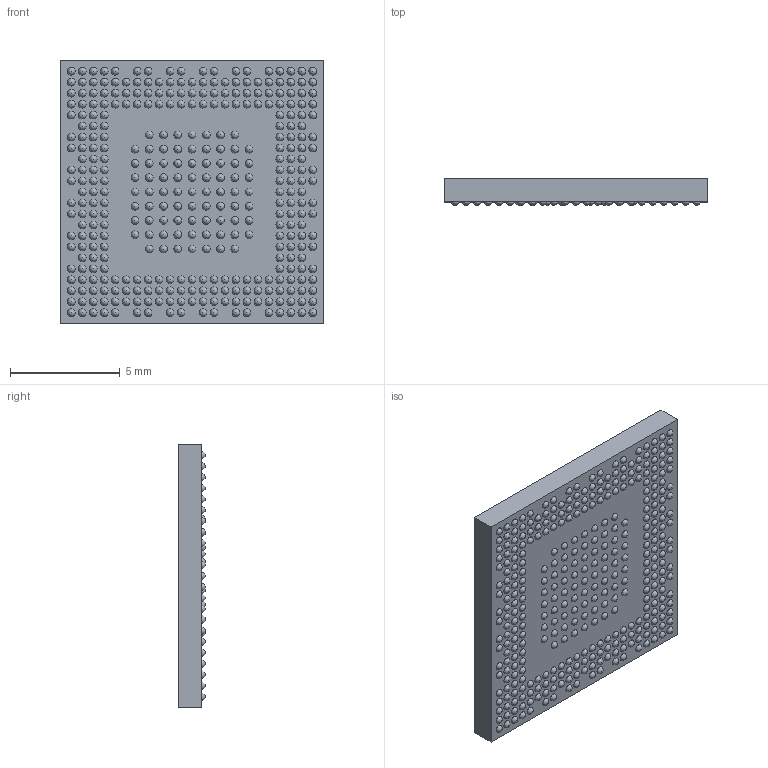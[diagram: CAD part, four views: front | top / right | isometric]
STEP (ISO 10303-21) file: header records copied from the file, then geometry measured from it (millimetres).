
FILE_DESCRIPTION (( 'STEP AP214' ), '1' );
FILE_NAME ('STM32MP157AAC3.STEP', '2020-06-22T01:26:21', ( '' ), ( '' ), 'SwSTEP 2.0', 'SolidWorks 2017', '' );
FILE_SCHEMA (( 'AUTOMOTIVE_DESIGN' ));
Length unit declared in the file: millimetre
Products named in the file (1): STM32MP157AAC3
Bounding box: 12 x 1.2 x 12 mm (x, y, z)
Volume: 154.4 mm3; surface area: 435 mm2
Topology: 363 solids, 363 shells, 735 faces, 1468 edges, 1099 vertices
Faces by surface type: plane 370, sphere 361, cylinder 4
Entity records: 18058 total; most frequent: DIRECTION 2948, CARTESIAN_POINT 2220, ORIENTED_EDGE 1492, AXIS2_PLACEMENT_3D 1466, EDGE_CURVE 746, VERTEX_POINT 738, EDGE_LOOP 736, ADVANCED_FACE 735
